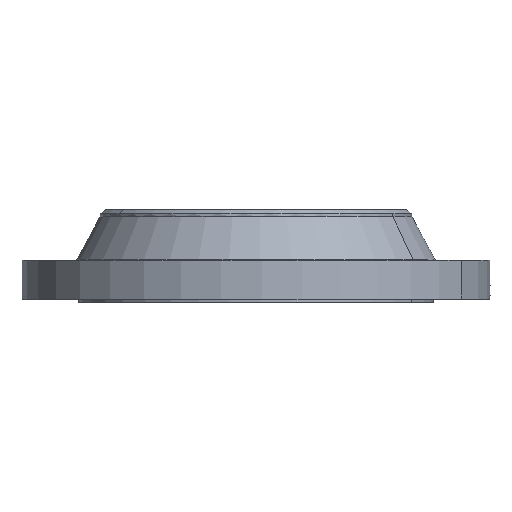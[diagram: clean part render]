
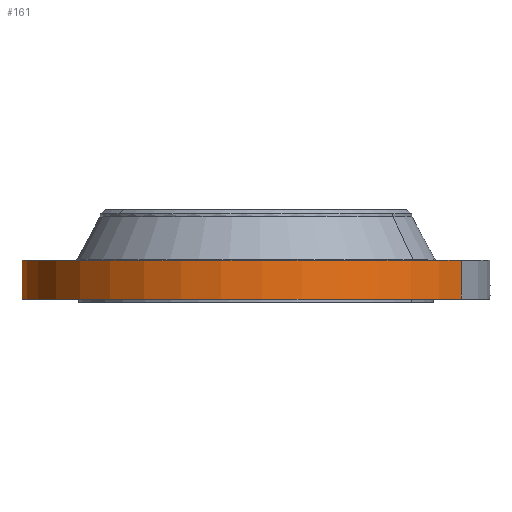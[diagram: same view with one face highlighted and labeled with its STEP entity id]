
A CAD part, left-side view. The second image highlights one B-rep face of the part: STEP entity #161.
In plain terms, the highlighted cylindrical face has radius 457.2 mm (diameter 914.4 mm), a partial arc.
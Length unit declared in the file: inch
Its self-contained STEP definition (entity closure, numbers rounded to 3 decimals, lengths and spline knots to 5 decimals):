
#38=AXIS2_PLACEMENT_3D('Cylinder Axis2P3D',#35,#36,#37) ;
#42=AXIS2_PLACEMENT_3D('Circle Axis2P3D',#40,#41,$) ;
#58=AXIS2_PLACEMENT_3D('Circle Axis2P3D',#56,#57,$) ;
#35=CARTESIAN_POINT('Axis2P3D Location',(0.,0.,3.565)) ;
#40=CARTESIAN_POINT('Axis2P3D Location',(0.,0.,0.25)) ;
#44=CARTESIAN_POINT('Vertex',(-8.62966,-15.79649,0.25)) ;
#46=CARTESIAN_POINT('Vertex',(8.62966,15.79649,0.25)) ;
#49=CARTESIAN_POINT('Line Origine',(-8.62966,-15.79649,1.75)) ;
#53=CARTESIAN_POINT('Vertex',(-8.62966,-15.79649,3.25)) ;
#56=CARTESIAN_POINT('Axis2P3D Location',(0.,0.,3.25)) ;
#60=CARTESIAN_POINT('Vertex',(8.62966,15.79649,3.25)) ;
#63=CARTESIAN_POINT('Line Origine',(8.62966,15.79649,1.75)) ;
#75=CARTESIAN_POINT('Control Point',(-0.00072,18.,1.29412)) ;
#76=CARTESIAN_POINT('Control Point',(-0.01879,18.,1.29408)) ;
#77=CARTESIAN_POINT('Control Point',(-0.03687,17.99997,1.29266)) ;
#78=CARTESIAN_POINT('Control Point',(-0.05473,17.99992,1.28986)) ;
#79=CARTESIAN_POINT('Vertex',(-0.00072,18.,1.29412)) ;
#81=CARTESIAN_POINT('Vertex',(-0.05472,17.99992,1.28986)) ;
#85=CARTESIAN_POINT('Control Point',(-0.05472,17.99992,1.28986)) ;
#86=CARTESIAN_POINT('Control Point',(-0.09537,17.99979,1.28553)) ;
#87=CARTESIAN_POINT('Control Point',(-0.13541,17.99953,1.2738)) ;
#88=CARTESIAN_POINT('Control Point',(-0.17232,17.99918,1.25545)) ;
#89=CARTESIAN_POINT('Vertex',(-0.17232,17.99918,1.25545)) ;
#93=CARTESIAN_POINT('Control Point',(-0.03118,17.99997,0.5312)) ;
#94=CARTESIAN_POINT('Control Point',(-0.0718,17.9999,0.53634)) ;
#95=CARTESIAN_POINT('Control Point',(-0.11163,17.99972,0.54673)) ;
#96=CARTESIAN_POINT('Control Point',(-0.14974,17.99943,0.56222)) ;
#97=CARTESIAN_POINT('Control Point',(-0.23962,17.99853,0.61317)) ;
#98=CARTESIAN_POINT('Control Point',(-0.30881,17.99741,0.69001)) ;
#99=CARTESIAN_POINT('Control Point',(-0.34072,17.99679,0.74375)) ;
#100=CARTESIAN_POINT('Control Point',(-0.37537,17.99609,0.84106)) ;
#101=CARTESIAN_POINT('Control Point',(-0.37775,17.99603,0.94236)) ;
#102=CARTESIAN_POINT('Control Point',(-0.37338,17.99613,0.98291)) ;
#103=CARTESIAN_POINT('Control Point',(-0.3508,17.9966,1.07575)) ;
#104=CARTESIAN_POINT('Control Point',(-0.30098,17.99752,1.15733)) ;
#105=CARTESIAN_POINT('Control Point',(-0.26403,17.99814,1.19844)) ;
#106=CARTESIAN_POINT('Control Point',(-0.22035,17.99872,1.23157)) ;
#107=CARTESIAN_POINT('Control Point',(-0.17232,17.99918,1.25545)) ;
#108=CARTESIAN_POINT('Vertex',(-0.03118,17.99997,0.5312)) ;
#112=CARTESIAN_POINT('Control Point',(-0.03118,17.99997,0.5312)) ;
#113=CARTESIAN_POINT('Control Point',(-0.02078,17.99999,0.53088)) ;
#114=CARTESIAN_POINT('Control Point',(-0.01038,18.,0.53093)) ;
#115=CARTESIAN_POINT('Control Point',(0.,18.,0.53137)) ;
#116=CARTESIAN_POINT('Vertex',(0.,18.,0.53137)) ;
#120=CARTESIAN_POINT('Control Point',(0.19249,17.99897,0.58766)) ;
#121=CARTESIAN_POINT('Control Point',(0.14895,17.99944,0.56218)) ;
#122=CARTESIAN_POINT('Control Point',(0.10111,17.99981,0.54383)) ;
#123=CARTESIAN_POINT('Control Point',(0.0508,18.,0.53353)) ;
#124=CARTESIAN_POINT('Control Point',(0.,18.,0.53137)) ;
#125=CARTESIAN_POINT('Vertex',(0.19249,17.99897,0.58766)) ;
#129=CARTESIAN_POINT('Control Point',(0.19249,17.99897,0.58766)) ;
#130=CARTESIAN_POINT('Control Point',(0.24923,17.99836,0.62085)) ;
#131=CARTESIAN_POINT('Control Point',(0.29912,17.99761,0.66538)) ;
#132=CARTESIAN_POINT('Control Point',(0.33902,17.99684,0.71962)) ;
#133=CARTESIAN_POINT('Control Point',(0.3829,17.99593,0.81794)) ;
#134=CARTESIAN_POINT('Control Point',(0.39122,17.99575,0.92321)) ;
#135=CARTESIAN_POINT('Control Point',(0.38902,17.9958,0.96343)) ;
#136=CARTESIAN_POINT('Control Point',(0.36935,17.99623,1.06644)) ;
#137=CARTESIAN_POINT('Control Point',(0.31577,17.99728,1.15718)) ;
#138=CARTESIAN_POINT('Control Point',(0.27122,17.99806,1.20479)) ;
#139=CARTESIAN_POINT('Control Point',(0.19043,17.99914,1.26073)) ;
#140=CARTESIAN_POINT('Control Point',(0.09851,17.99977,1.28789)) ;
#141=CARTESIAN_POINT('Control Point',(0.06575,17.99993,1.29369)) ;
#142=CARTESIAN_POINT('Control Point',(0.03273,18.,1.29576)) ;
#143=CARTESIAN_POINT('Control Point',(-0.00003,18.,1.29415)) ;
#144=CARTESIAN_POINT('Vertex',(-0.00003,18.,1.29415)) ;
#148=CARTESIAN_POINT('Control Point',(-0.00072,18.,1.29412)) ;
#149=CARTESIAN_POINT('Control Point',(-0.00037,18.,1.29414)) ;
#150=CARTESIAN_POINT('Control Point',(-0.00003,18.,1.29415)) ;
#36=DIRECTION('Axis2P3D Direction',(0.,0.,-0.039)) ;
#37=DIRECTION('Axis2P3D XDirection',(0.019,0.035,0.)) ;
#41=DIRECTION('Axis2P3D Direction',(0.,0.,-0.039)) ;
#50=DIRECTION('Vector Direction',(0.,0.,-0.039)) ;
#57=DIRECTION('Axis2P3D Direction',(0.,0.,-0.039)) ;
#64=DIRECTION('Vector Direction',(0.,0.,-0.039)) ;
#51=VECTOR('Line Direction',#50,0.03937) ;
#65=VECTOR('Line Direction',#64,0.03937) ;
#69=ORIENTED_EDGE('',*,*,#48,.F.) ;
#70=ORIENTED_EDGE('',*,*,#55,.T.) ;
#71=ORIENTED_EDGE('',*,*,#62,.T.) ;
#72=ORIENTED_EDGE('',*,*,#67,.F.) ;
#153=ORIENTED_EDGE('',*,*,#83,.T.) ;
#154=ORIENTED_EDGE('',*,*,#91,.T.) ;
#155=ORIENTED_EDGE('',*,*,#110,.F.) ;
#156=ORIENTED_EDGE('',*,*,#118,.T.) ;
#157=ORIENTED_EDGE('',*,*,#127,.F.) ;
#158=ORIENTED_EDGE('',*,*,#146,.T.) ;
#159=ORIENTED_EDGE('',*,*,#151,.F.) ;
#160=FACE_BOUND('',#152,.T.) ;
#161=ADVANCED_FACE('PartBody',(#73,#160),#39,.T.) ;
#74=B_SPLINE_CURVE_WITH_KNOTS('',3,(#75,#76,#77,#78),.UNSPECIFIED.,.F.,.U.,(4,4),(34.61679,36.62246),.UNSPECIFIED.) ;
#84=B_SPLINE_CURVE_WITH_KNOTS('',3,(#85,#86,#87,#88),.UNSPECIFIED.,.F.,.U.,(4,4),(0.,4.59363),.UNSPECIFIED.) ;
#92=B_SPLINE_CURVE_WITH_KNOTS('',5,(#93,#94,#95,#96,#97,#98,#99,#100,#101,#102,#103,#104,#105,#106,#107),.UNSPECIFIED.,.F.,.U.,(6,3,3,3,6),(0.,7.11615,18.00252,25.34097,35.30577),.UNSPECIFIED.) ;
#111=B_SPLINE_CURVE_WITH_KNOTS('',3,(#112,#113,#114,#115),.UNSPECIFIED.,.F.,.U.,(4,4),(0.,1.08464),.UNSPECIFIED.) ;
#119=B_SPLINE_CURVE_WITH_KNOTS('',4,(#120,#121,#122,#123,#124),.UNSPECIFIED.,.F.,.U.,(5,5),(0.,7.07893),.UNSPECIFIED.) ;
#128=B_SPLINE_CURVE_WITH_KNOTS('',5,(#129,#130,#131,#132,#133,#134,#135,#136,#137,#138,#139,#140,#141,#142,#143),.UNSPECIFIED.,.F.,.U.,(6,3,3,3,6),(0.,11.53079,18.63123,30.13121,36.25304),.UNSPECIFIED.) ;
#147=B_SPLINE_CURVE_WITH_KNOTS('',2,(#148,#149,#150),.UNSPECIFIED.,.F.,.U.,(3,3),(1.01705,1.04284),.UNSPECIFIED.) ;
#43=CIRCLE('generated circle',#42,18.) ;
#59=CIRCLE('generated circle',#58,18.) ;
#39=CYLINDRICAL_SURFACE('generated cylinder',#38,18.) ;
#48=EDGE_CURVE('',#45,#47,#43,.T.) ;
#55=EDGE_CURVE('',#45,#54,#52,.F.) ;
#62=EDGE_CURVE('',#54,#61,#59,.T.) ;
#67=EDGE_CURVE('',#47,#61,#66,.F.) ;
#83=EDGE_CURVE('',#80,#82,#74,.T.) ;
#91=EDGE_CURVE('',#82,#90,#84,.T.) ;
#110=EDGE_CURVE('',#109,#90,#92,.T.) ;
#118=EDGE_CURVE('',#109,#117,#111,.T.) ;
#127=EDGE_CURVE('',#126,#117,#119,.T.) ;
#146=EDGE_CURVE('',#126,#145,#128,.T.) ;
#151=EDGE_CURVE('',#80,#145,#147,.T.) ;
#68=EDGE_LOOP('',(#69,#70,#71,#72)) ;
#152=EDGE_LOOP('',(#153,#154,#155,#156,#157,#158,#159)) ;
#73=FACE_OUTER_BOUND('',#68,.T.) ;
#52=LINE('Line',#49,#51) ;
#66=LINE('Line',#63,#65) ;
#45=VERTEX_POINT('',#44) ;
#47=VERTEX_POINT('',#46) ;
#54=VERTEX_POINT('',#53) ;
#61=VERTEX_POINT('',#60) ;
#80=VERTEX_POINT('',#79) ;
#82=VERTEX_POINT('',#81) ;
#90=VERTEX_POINT('',#89) ;
#109=VERTEX_POINT('',#108) ;
#117=VERTEX_POINT('',#116) ;
#126=VERTEX_POINT('',#125) ;
#145=VERTEX_POINT('',#144) ;
